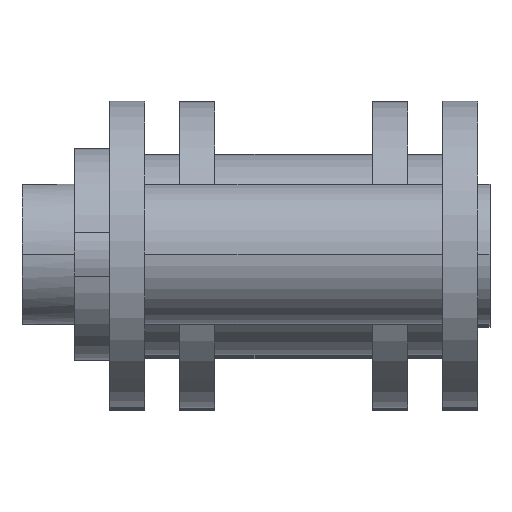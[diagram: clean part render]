
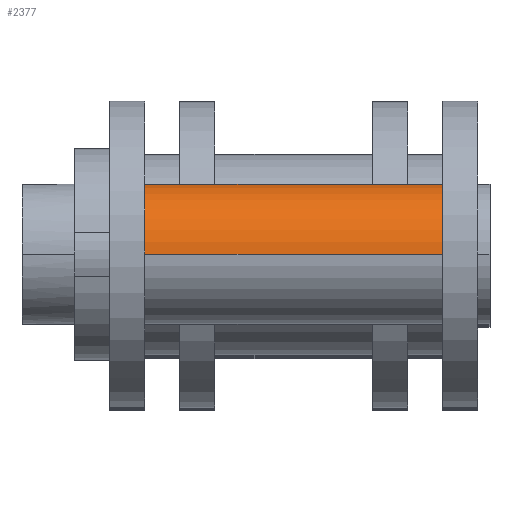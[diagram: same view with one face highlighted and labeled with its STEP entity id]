
A CAD part, top view. The second image highlights one B-rep face of the part: STEP entity #2377.
In plain terms, the highlighted cylindrical face has radius 0.8 mm (diameter 1.6 mm), a partial arc.
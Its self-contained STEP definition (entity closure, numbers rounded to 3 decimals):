
#38=DIRECTION('',(1.,0.,0.));
#39=VECTOR('',#38,3.4);
#40=CARTESIAN_POINT('',(-1.7,0.,-0.8));
#41=LINE('',#40,#39);
#110=CARTESIAN_POINT('',(1.7,0.,0.));
#111=DIRECTION('',(1.,0.,0.));
#112=DIRECTION('',(0.,0.,-1.));
#113=AXIS2_PLACEMENT_3D('',#110,#111,#112);
#146=DIRECTION('',(1.,0.,0.));
#147=VECTOR('',#146,3.4);
#148=CARTESIAN_POINT('',(-1.7,0.,0.8));
#149=LINE('',#148,#147);
#357=CARTESIAN_POINT('',(-1.7,0.,0.));
#358=DIRECTION('',(1.,0.,0.));
#359=DIRECTION('',(0.,0.,-1.));
#360=AXIS2_PLACEMENT_3D('',#357,#358,#359);
#1842=CARTESIAN_POINT('',(1.7,0.,-0.8));
#1843=CARTESIAN_POINT('',(1.7,0.,0.8));
#1844=VERTEX_POINT('',#1842);
#1845=VERTEX_POINT('',#1843);
#1870=CARTESIAN_POINT('',(-1.7,0.,-0.8));
#1871=CARTESIAN_POINT('',(-1.7,0.,0.8));
#1872=VERTEX_POINT('',#1870);
#1873=VERTEX_POINT('',#1871);
#2362=CARTESIAN_POINT('',(-3.1,0.,0.));
#2363=DIRECTION('',(1.,0.,0.));
#2364=DIRECTION('',(0.,0.,-1.));
#2365=AXIS2_PLACEMENT_3D('',#2362,#2363,#2364);
#2366=CYLINDRICAL_SURFACE('',#2365,0.8);
#2368=ORIENTED_EDGE('',*,*,#2367,.F.);
#2370=ORIENTED_EDGE('',*,*,#2369,.T.);
#2372=ORIENTED_EDGE('',*,*,#2371,.T.);
#2374=ORIENTED_EDGE('',*,*,#2373,.F.);
#2375=EDGE_LOOP('',(#2368,#2370,#2372,#2374));
#2376=FACE_OUTER_BOUND('',#2375,.F.);
#114=CIRCLE('',#113,0.8);
#361=CIRCLE('',#360,0.8);
#2367=EDGE_CURVE('',#1872,#1873,#361,.T.);
#2369=EDGE_CURVE('',#1872,#1844,#41,.T.);
#2371=EDGE_CURVE('',#1844,#1845,#114,.T.);
#2373=EDGE_CURVE('',#1873,#1845,#149,.T.);
#2377=ADVANCED_FACE('',(#2376),#2366,.T.);
